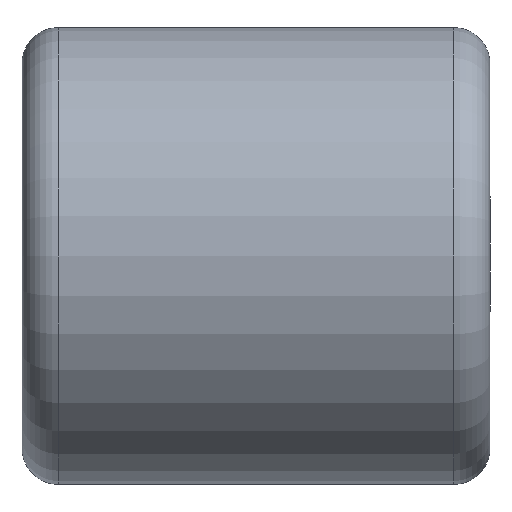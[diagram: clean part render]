
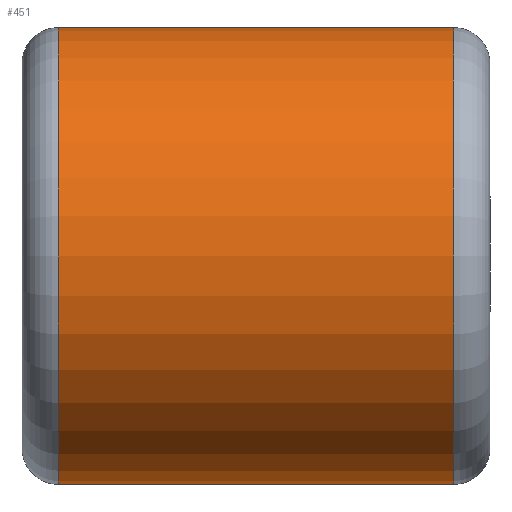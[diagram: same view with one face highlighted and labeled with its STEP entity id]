
A CAD part, front view. The second image highlights one B-rep face of the part: STEP entity #451.
In plain terms, the highlighted cylindrical face has radius 41 mm (diameter 82 mm), a partial arc.
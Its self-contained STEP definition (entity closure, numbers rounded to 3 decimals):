
#55 = DIRECTION ( 'NONE',  ( -1., 0., 0. ) ) ;
#108 = ORIENTED_EDGE ( 'NONE', *, *, #3932, .T. ) ;
#148 = VERTEX_POINT ( 'NONE', #2435 ) ;
#397 = AXIS2_PLACEMENT_3D ( 'NONE', #3701, #2680, #449 ) ;
#449 = DIRECTION ( 'NONE',  ( 0., 0., -1. ) ) ;
#451 = ADVANCED_FACE ( 'NONE', ( #2526 ), #1097, .T. ) ;
#466 = EDGE_LOOP ( 'NONE', ( #1411, #3728, #108, #1130 ) ) ;
#709 = CIRCLE ( 'NONE', #397, 41. ) ;
#771 = DIRECTION ( 'NONE',  ( -1., 0., 0. ) ) ;
#776 = DIRECTION ( 'NONE',  ( -1., 0., 0. ) ) ;
#820 = VECTOR ( 'NONE', #3284, 1000. ) ;
#1097 = CYLINDRICAL_SURFACE ( 'NONE', #1344, 41. ) ;
#1130 = ORIENTED_EDGE ( 'NONE', *, *, #4537, .T. ) ;
#1132 = VERTEX_POINT ( 'NONE', #4556 ) ;
#1176 = LINE ( 'NONE', #2967, #820 ) ;
#1344 = AXIS2_PLACEMENT_3D ( 'NONE', #3313, #55, #3616 ) ;
#1411 = ORIENTED_EDGE ( 'NONE', *, *, #3021, .F. ) ;
#1508 = CARTESIAN_POINT ( 'NONE',  ( 35.5, 0., 291.987 ) ) ;
#1794 = DIRECTION ( 'NONE',  ( 0., 0., 1. ) ) ;
#1864 = AXIS2_PLACEMENT_3D ( 'NONE', #1508, #771, #1794 ) ;
#1975 = EDGE_CURVE ( 'NONE', #148, #4300, #2856, .T. ) ;
#2172 = VECTOR ( 'NONE', #776, 1000. ) ;
#2435 = CARTESIAN_POINT ( 'NONE',  ( 35.5, 0., 250.987 ) ) ;
#2442 = VERTEX_POINT ( 'NONE', #3814 ) ;
#2526 = FACE_OUTER_BOUND ( 'NONE', #466, .T. ) ;
#2678 = CARTESIAN_POINT ( 'NONE',  ( -57.637, 0., 250.987 ) ) ;
#2680 = DIRECTION ( 'NONE',  ( 1., 0., 0. ) ) ;
#2856 = CIRCLE ( 'NONE', #1864, 41. ) ;
#2967 = CARTESIAN_POINT ( 'NONE',  ( -57.637, 0., 332.987 ) ) ;
#3021 = EDGE_CURVE ( 'NONE', #148, #2442, #3422, .T. ) ;
#3284 = DIRECTION ( 'NONE',  ( -1., 0., 0. ) ) ;
#3313 = CARTESIAN_POINT ( 'NONE',  ( -57.637, 0., 291.987 ) ) ;
#3422 = LINE ( 'NONE', #2678, #2172 ) ;
#3616 = DIRECTION ( 'NONE',  ( 0., 0., 1. ) ) ;
#3701 = CARTESIAN_POINT ( 'NONE',  ( -35.5, 0., 291.987 ) ) ;
#3728 = ORIENTED_EDGE ( 'NONE', *, *, #1975, .T. ) ;
#3814 = CARTESIAN_POINT ( 'NONE',  ( -35.5, 0., 250.987 ) ) ;
#3932 = EDGE_CURVE ( 'NONE', #4300, #1132, #1176, .T. ) ;
#4300 = VERTEX_POINT ( 'NONE', #4684 ) ;
#4537 = EDGE_CURVE ( 'NONE', #1132, #2442, #709, .T. ) ;
#4556 = CARTESIAN_POINT ( 'NONE',  ( -35.5, 0., 332.987 ) ) ;
#4684 = CARTESIAN_POINT ( 'NONE',  ( 35.5, 0., 332.987 ) ) ;
